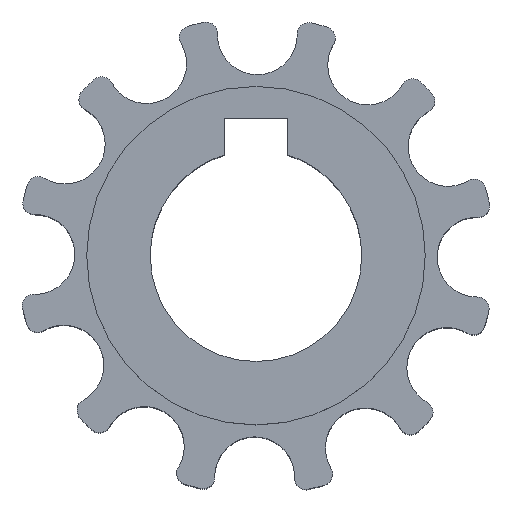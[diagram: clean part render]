
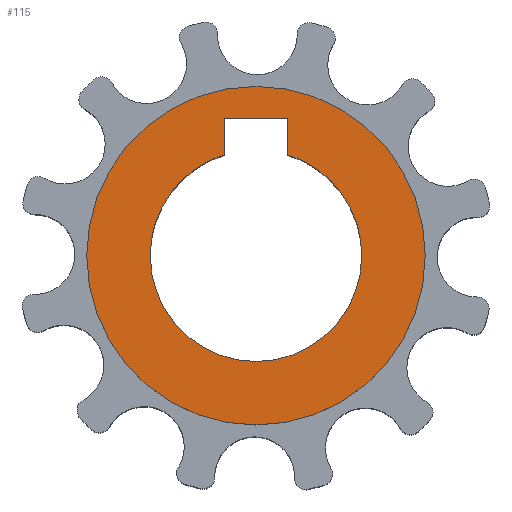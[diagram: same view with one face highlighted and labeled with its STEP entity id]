
A CAD part, top view. The second image highlights one B-rep face of the part: STEP entity #115.
In plain terms, the highlighted planar face has unit normal (0, 0, 1).
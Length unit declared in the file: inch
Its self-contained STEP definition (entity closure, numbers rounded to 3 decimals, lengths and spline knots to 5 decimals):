
#2 = CIRCLE ( 'NONE', #2212, 0.25 ) ;
#7 = AXIS2_PLACEMENT_3D ( 'NONE', #236, #413, #1307 ) ;
#95 = EDGE_CURVE ( 'NONE', #2600, #1813, #2371, .T. ) ;
#115 = ADVANCED_FACE ( 'NONE', ( #2305, #1818 ), #2736, .F. ) ;
#149 = DIRECTION ( 'NONE',  ( -1., 0., 0. ) ) ;
#166 = CARTESIAN_POINT ( 'NONE',  ( -0.04688, 0., 0.0025 ) ) ;
#236 = CARTESIAN_POINT ( 'NONE',  ( 0., 0., 0.0025 ) ) ;
#240 = DIRECTION ( 'NONE',  ( -1., 0., 0. ) ) ;
#373 = AXIS2_PLACEMENT_3D ( 'NONE', #419, #1269, #2519 ) ;
#413 = DIRECTION ( 'NONE',  ( 0., 0., -1. ) ) ;
#419 = CARTESIAN_POINT ( 'NONE',  ( 0., 0., 0.0025 ) ) ;
#448 = CARTESIAN_POINT ( 'NONE',  ( -0.15625, 0., 0.0025 ) ) ;
#499 = AXIS2_PLACEMENT_3D ( 'NONE', #521, #2001, #149 ) ;
#521 = CARTESIAN_POINT ( 'NONE',  ( 0., 0., 0.0025 ) ) ;
#570 = ORIENTED_EDGE ( 'NONE', *, *, #1687, .F. ) ;
#614 = AXIS2_PLACEMENT_3D ( 'NONE', #1028, #2281, #1713 ) ;
#690 = VECTOR ( 'NONE', #1070, 39.37008 ) ;
#739 = LINE ( 'NONE', #2171, #1738 ) ;
#777 = EDGE_CURVE ( 'NONE', #2600, #2699, #739, .T. ) ;
#878 = EDGE_CURVE ( 'NONE', #1044, #1131, #2163, .T. ) ;
#916 = CIRCLE ( 'NONE', #1311, 0.15625 ) ;
#918 = DIRECTION ( 'NONE',  ( 0., -1., 0. ) ) ;
#929 = ORIENTED_EDGE ( 'NONE', *, *, #2159, .F. ) ;
#1007 = DIRECTION ( 'NONE',  ( 0., 0., -1. ) ) ;
#1028 = CARTESIAN_POINT ( 'NONE',  ( 0., 0., 0.0025 ) ) ;
#1044 = VERTEX_POINT ( 'NONE', #448 ) ;
#1050 = LINE ( 'NONE', #166, #2034 ) ;
#1070 = DIRECTION ( 'NONE',  ( -1., 0., 0. ) ) ;
#1087 = CARTESIAN_POINT ( 'NONE',  ( 0., 0., 0.0025 ) ) ;
#1131 = VERTEX_POINT ( 'NONE', #1456 ) ;
#1151 = EDGE_CURVE ( 'NONE', #1813, #1131, #1050, .T. ) ;
#1171 = EDGE_CURVE ( 'NONE', #1464, #1044, #916, .T. ) ;
#1225 = ORIENTED_EDGE ( 'NONE', *, *, #2332, .T. ) ;
#1261 = ORIENTED_EDGE ( 'NONE', *, *, #878, .T. ) ;
#1269 = DIRECTION ( 'NONE',  ( 0., 0., -1. ) ) ;
#1307 = DIRECTION ( 'NONE',  ( -1., 0., 0. ) ) ;
#1311 = AXIS2_PLACEMENT_3D ( 'NONE', #2473, #1007, #2259 ) ;
#1334 = ORIENTED_EDGE ( 'NONE', *, *, #777, .T. ) ;
#1355 = EDGE_LOOP ( 'NONE', ( #1334, #1225, #2191, #1261, #2177, #1698 ) ) ;
#1456 = CARTESIAN_POINT ( 'NONE',  ( -0.04688, 0.14905, 0.0025 ) ) ;
#1464 = VERTEX_POINT ( 'NONE', #2091 ) ;
#1621 = VERTEX_POINT ( 'NONE', #2487 ) ;
#1687 = EDGE_CURVE ( 'NONE', #1621, #1950, #2581, .T. ) ;
#1698 = ORIENTED_EDGE ( 'NONE', *, *, #95, .F. ) ;
#1713 = DIRECTION ( 'NONE',  ( -1., 0., 0. ) ) ;
#1738 = VECTOR ( 'NONE', #918, 39.37008 ) ;
#1773 = CARTESIAN_POINT ( 'NONE',  ( 0.04688, 0.20313, 0.0025 ) ) ;
#1796 = CIRCLE ( 'NONE', #614, 0.15625 ) ;
#1813 = VERTEX_POINT ( 'NONE', #1841 ) ;
#1818 = FACE_OUTER_BOUND ( 'NONE', #1982, .T. ) ;
#1841 = CARTESIAN_POINT ( 'NONE',  ( -0.04688, 0.20313, 0.0025 ) ) ;
#1918 = DIRECTION ( 'NONE',  ( 0., 0., -1. ) ) ;
#1950 = VERTEX_POINT ( 'NONE', #2111 ) ;
#1982 = EDGE_LOOP ( 'NONE', ( #929, #570 ) ) ;
#2001 = DIRECTION ( 'NONE',  ( 0., 0., -1. ) ) ;
#2034 = VECTOR ( 'NONE', #2686, 39.37008 ) ;
#2091 = CARTESIAN_POINT ( 'NONE',  ( 0.15625, 0., 0.0025 ) ) ;
#2111 = CARTESIAN_POINT ( 'NONE',  ( -0.25, 0., 0.0025 ) ) ;
#2159 = EDGE_CURVE ( 'NONE', #1950, #1621, #2, .T. ) ;
#2163 = CIRCLE ( 'NONE', #499, 0.15625 ) ;
#2171 = CARTESIAN_POINT ( 'NONE',  ( 0.04688, 0., 0.0025 ) ) ;
#2177 = ORIENTED_EDGE ( 'NONE', *, *, #1151, .F. ) ;
#2191 = ORIENTED_EDGE ( 'NONE', *, *, #1171, .T. ) ;
#2210 = CARTESIAN_POINT ( 'NONE',  ( 0.04688, 0.14905, 0.0025 ) ) ;
#2212 = AXIS2_PLACEMENT_3D ( 'NONE', #1087, #1918, #240 ) ;
#2259 = DIRECTION ( 'NONE',  ( -1., 0., 0. ) ) ;
#2281 = DIRECTION ( 'NONE',  ( 0., 0., -1. ) ) ;
#2305 = FACE_BOUND ( 'NONE', #1355, .T. ) ;
#2327 = CARTESIAN_POINT ( 'NONE',  ( 0., 0.20313, 0.0025 ) ) ;
#2332 = EDGE_CURVE ( 'NONE', #2699, #1464, #1796, .T. ) ;
#2371 = LINE ( 'NONE', #2327, #690 ) ;
#2473 = CARTESIAN_POINT ( 'NONE',  ( 0., 0., 0.0025 ) ) ;
#2487 = CARTESIAN_POINT ( 'NONE',  ( 0.25, 0., 0.0025 ) ) ;
#2519 = DIRECTION ( 'NONE',  ( -1., 0., 0. ) ) ;
#2581 = CIRCLE ( 'NONE', #7, 0.25 ) ;
#2600 = VERTEX_POINT ( 'NONE', #1773 ) ;
#2686 = DIRECTION ( 'NONE',  ( 0., -1., 0. ) ) ;
#2699 = VERTEX_POINT ( 'NONE', #2210 ) ;
#2736 = PLANE ( 'NONE',  #373 ) ;
